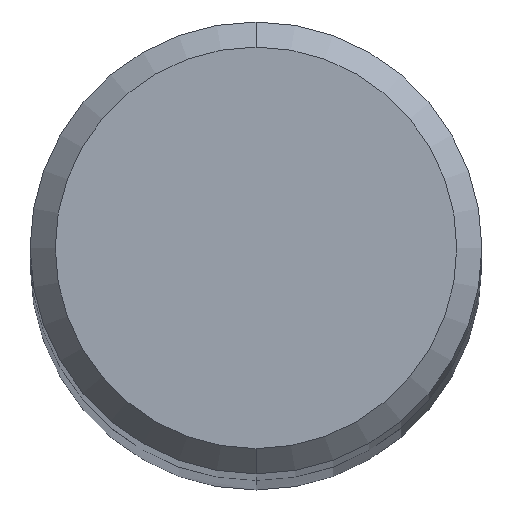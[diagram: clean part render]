
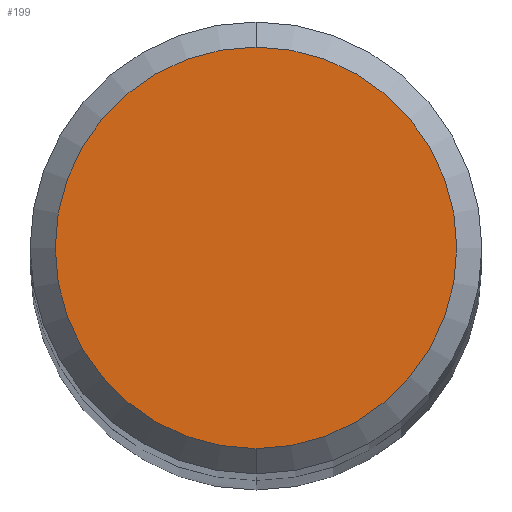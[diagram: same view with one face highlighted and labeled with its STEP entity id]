
A CAD part, top view. The second image highlights one B-rep face of the part: STEP entity #199.
In plain terms, the highlighted planar face has unit normal (0, 0, 1).
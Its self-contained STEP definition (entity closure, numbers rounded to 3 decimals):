
#197=EDGE_CURVE('',#259,#289,#462,.T.);
#199=ADVANCED_FACE('',(#464),#465,.T.);
#259=VERTEX_POINT('',#530);
#269=EDGE_CURVE('',#289,#259,#541,.T.);
#289=VERTEX_POINT('',#562);
#462=CIRCLE('',#812,3.2);
#464=FACE_OUTER_BOUND('',#814,.T.);
#465=PLANE('',#815);
#530=CARTESIAN_POINT('',(0.,-3.2,58.0));
#541=CIRCLE('',#1001,3.2);
#562=CARTESIAN_POINT('',(0.0,3.2,58.0));
#812=AXIS2_PLACEMENT_3D('',#1326,#1327,#1328);
#814=EDGE_LOOP('',(#1330,#1331));
#815=AXIS2_PLACEMENT_3D('',#1332,#1333,#1334);
#1001=AXIS2_PLACEMENT_3D('',#1420,#1421,#1422);
#1326=CARTESIAN_POINT('',(0.0,0.0,58.0));
#1327=DIRECTION('',(0.0,0.0,-1.0));
#1328=DIRECTION('',(0.0,1.0,0.0));
#1330=ORIENTED_EDGE('',*,*,#269,.F.);
#1331=ORIENTED_EDGE('',*,*,#197,.F.);
#1332=CARTESIAN_POINT('',(0.0,1.6,58.0));
#1333=DIRECTION('',(-0.0,0.0,1.0));
#1334=DIRECTION('',(0.0,-1.0,0.0));
#1420=CARTESIAN_POINT('',(0.0,0.0,58.0));
#1421=DIRECTION('',(0.0,0.0,-1.0));
#1422=DIRECTION('',(0.0,1.0,0.0));
